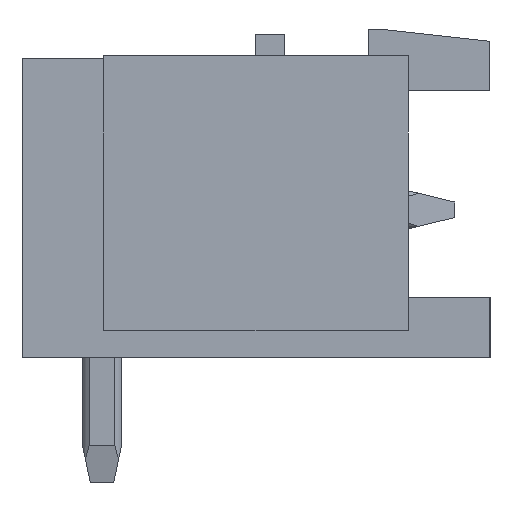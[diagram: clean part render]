
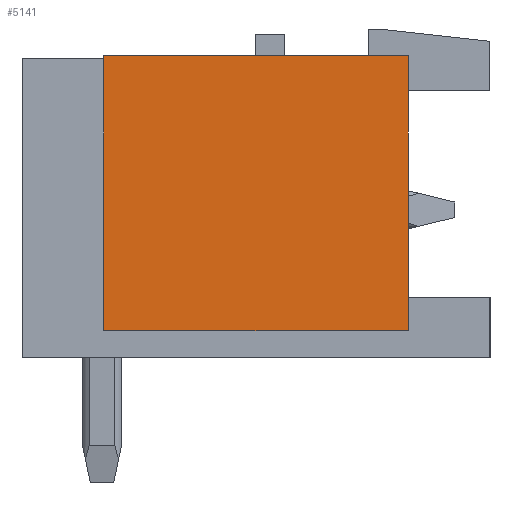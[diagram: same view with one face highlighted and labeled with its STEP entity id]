
A CAD part, left-side view. The second image highlights one B-rep face of the part: STEP entity #5141.
In plain terms, the highlighted planar face has unit normal (-1, 0, 0).
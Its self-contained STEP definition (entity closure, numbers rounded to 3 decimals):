
#5105=AXIS2_PLACEMENT_3D('Plane Axis2P3D',#5102,#5103,#5104) ;
#5102=CARTESIAN_POINT('Axis2P3D Location',(0.,2.1,0.)) ;
#5107=CARTESIAN_POINT('Line Origine',(0.,9.9,7.425)) ;
#5111=CARTESIAN_POINT('Vertex',(0.,9.9,3.9)) ;
#5113=CARTESIAN_POINT('Vertex',(0.,9.9,10.95)) ;
#5116=CARTESIAN_POINT('Line Origine',(0.,6.,3.9)) ;
#5120=CARTESIAN_POINT('Vertex',(0.,2.1,3.9)) ;
#5123=CARTESIAN_POINT('Line Origine',(0.,2.1,7.425)) ;
#5127=CARTESIAN_POINT('Vertex',(0.,2.1,10.95)) ;
#5130=CARTESIAN_POINT('Line Origine',(0.,6.,10.95)) ;
#5103=DIRECTION('Axis2P3D Direction',(1.,0.,0.)) ;
#5104=DIRECTION('Axis2P3D XDirection',(0.,1.,0.)) ;
#5108=DIRECTION('Vector Direction',(0.,0.,1.)) ;
#5117=DIRECTION('Vector Direction',(0.,1.,0.)) ;
#5124=DIRECTION('Vector Direction',(0.,0.,1.)) ;
#5131=DIRECTION('Vector Direction',(0.,1.,0.)) ;
#5109=VECTOR('Line Direction',#5108,1.) ;
#5118=VECTOR('Line Direction',#5117,1.) ;
#5125=VECTOR('Line Direction',#5124,1.) ;
#5132=VECTOR('Line Direction',#5131,1.) ;
#5136=ORIENTED_EDGE('',*,*,#5115,.F.) ;
#5137=ORIENTED_EDGE('',*,*,#5122,.T.) ;
#5138=ORIENTED_EDGE('',*,*,#5129,.T.) ;
#5139=ORIENTED_EDGE('',*,*,#5134,.F.) ;
#5141=ADVANCED_FACE('Housing',(#5140),#5106,.F.) ;
#5115=EDGE_CURVE('',#5112,#5114,#5110,.T.) ;
#5122=EDGE_CURVE('',#5112,#5121,#5119,.F.) ;
#5129=EDGE_CURVE('',#5121,#5128,#5126,.T.) ;
#5134=EDGE_CURVE('',#5114,#5128,#5133,.F.) ;
#5135=EDGE_LOOP('',(#5136,#5137,#5138,#5139)) ;
#5140=FACE_OUTER_BOUND('',#5135,.T.) ;
#5110=LINE('Line',#5107,#5109) ;
#5119=LINE('Line',#5116,#5118) ;
#5126=LINE('Line',#5123,#5125) ;
#5133=LINE('Line',#5130,#5132) ;
#5106=PLANE('',#5105) ;
#5112=VERTEX_POINT('',#5111) ;
#5114=VERTEX_POINT('',#5113) ;
#5121=VERTEX_POINT('',#5120) ;
#5128=VERTEX_POINT('',#5127) ;
